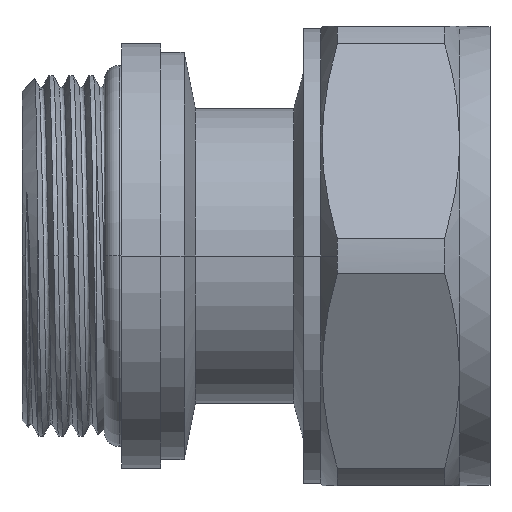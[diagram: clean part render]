
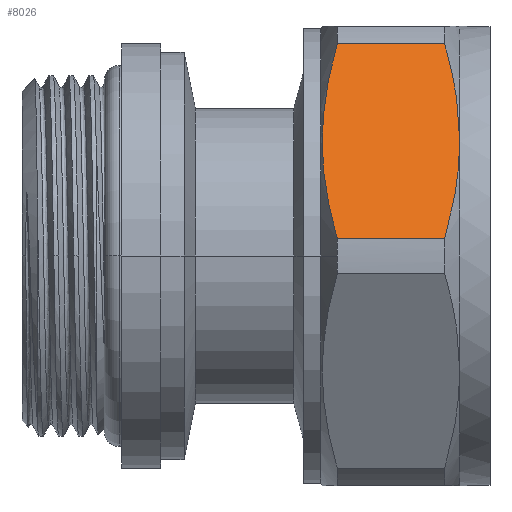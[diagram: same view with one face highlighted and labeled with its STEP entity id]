
A CAD part, front view. The second image highlights one B-rep face of the part: STEP entity #8026.
In plain terms, the highlighted face is planar.
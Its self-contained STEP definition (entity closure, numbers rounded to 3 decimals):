
#3869=DIRECTION('',(0.,-1.,0.));
#3870=VECTOR('',#3869,12.392);
#3871=CARTESIAN_POINT('',(29.43,16.268,2.025));
#3872=LINE('',#3871,#3870);
#3873=DIRECTION('',(0.,-1.,0.));
#3874=VECTOR('',#3873,12.392);
#3875=CARTESIAN_POINT('',(16.469,16.268,24.475));
#3876=LINE('',#3875,#3874);
#3935=CARTESIAN_POINT('',(22.95,18.,13.25));
#3936=CARTESIAN_POINT('',(22.522,18.,13.991));
#3937=CARTESIAN_POINT('',(21.667,17.952,15.472));
#3938=CARTESIAN_POINT('',(20.385,17.739,17.693));
#3939=CARTESIAN_POINT('',(19.099,17.388,19.919));
#3940=CARTESIAN_POINT('',(17.801,16.906,22.168));
#3941=CARTESIAN_POINT('',(16.916,16.495,23.701));
#3942=CARTESIAN_POINT('',(16.469,16.268,24.475));
#4006=CARTESIAN_POINT('',(29.43,16.268,2.025));
#4007=CARTESIAN_POINT('',(28.872,16.551,2.992));
#4008=CARTESIAN_POINT('',(27.768,17.052,4.905));
#4009=CARTESIAN_POINT('',(26.157,17.593,7.695));
#4010=CARTESIAN_POINT('',(24.553,17.925,10.473));
#4011=CARTESIAN_POINT('',(23.484,18.,12.325));
#4012=CARTESIAN_POINT('',(22.95,18.,13.25));
#4482=CARTESIAN_POINT('',(29.43,3.876,2.025));
#4483=CARTESIAN_POINT('',(28.872,3.593,2.992));
#4484=CARTESIAN_POINT('',(27.768,3.092,4.905));
#4485=CARTESIAN_POINT('',(26.156,2.552,7.696));
#4486=CARTESIAN_POINT('',(24.553,2.219,10.474));
#4487=CARTESIAN_POINT('',(22.949,2.107,13.251));
#4488=CARTESIAN_POINT('',(21.346,2.219,16.028));
#4489=CARTESIAN_POINT('',(19.742,2.552,18.806));
#4490=CARTESIAN_POINT('',(18.132,3.092,21.595));
#4491=CARTESIAN_POINT('',(17.027,3.593,23.508));
#4492=CARTESIAN_POINT('',(16.469,3.876,24.475));
#7063=CARTESIAN_POINT('',(29.43,16.268,2.025));
#7064=CARTESIAN_POINT('',(29.43,3.876,2.025));
#7065=VERTEX_POINT('',#7063);
#7066=VERTEX_POINT('',#7064);
#7067=CARTESIAN_POINT('',(16.469,16.268,24.475));
#7068=CARTESIAN_POINT('',(16.469,3.876,24.475));
#7069=VERTEX_POINT('',#7067);
#7070=VERTEX_POINT('',#7068);
#7116=VERTEX_POINT('',#4012);
#8014=CARTESIAN_POINT('',(30.6,21.5,0.));
#8015=DIRECTION('',(-0.866,0.,-0.5));
#8016=DIRECTION('',(-0.5,0.,0.866));
#8017=AXIS2_PLACEMENT_3D('',#8014,#8015,#8016);
#8018=PLANE('',#8017);
#8019=ORIENTED_EDGE('',*,*,#7623,.T.);
#8020=ORIENTED_EDGE('',*,*,#7999,.T.);
#8021=ORIENTED_EDGE('',*,*,#7633,.F.);
#8022=ORIENTED_EDGE('',*,*,#7710,.F.);
#8023=ORIENTED_EDGE('',*,*,#7753,.F.);
#8024=EDGE_LOOP('',(#8019,#8020,#8021,#8022,#8023));
#8025=FACE_OUTER_BOUND('',#8024,.F.);
#8026=ADVANCED_FACE('',(#8025),#8018,.F.);
#3943=B_SPLINE_CURVE_WITH_KNOTS('',3,(#3935,#3936,#3937,#3938,#3939,#3940,#3941,
#3942),.UNSPECIFIED.,.F.,.F.,(4,1,1,1,1,4),(0.,0.2,0.4,0.6,0.8,1.),
.UNSPECIFIED.);
#4013=B_SPLINE_CURVE_WITH_KNOTS('',3,(#4006,#4007,#4008,#4009,#4010,#4011,
#4012),.UNSPECIFIED.,.F.,.F.,(4,1,1,1,4),(0.,0.25,0.5,0.75,1.),
.UNSPECIFIED.);
#4493=B_SPLINE_CURVE_WITH_KNOTS('',3,(#4482,#4483,#4484,#4485,#4486,#4487,#4488,
#4489,#4490,#4491,#4492),.UNSPECIFIED.,.F.,.F.,(4,1,1,1,1,1,1,1,4),(0.,
0.125,0.25,0.375,0.5,0.625,0.75,0.875,1.),.UNSPECIFIED.);
#7623=EDGE_CURVE('',#7065,#7066,#3872,.T.);
#7633=EDGE_CURVE('',#7069,#7070,#3876,.T.);
#7710=EDGE_CURVE('',#7116,#7069,#3943,.T.);
#7753=EDGE_CURVE('',#7065,#7116,#4013,.T.);
#7999=EDGE_CURVE('',#7066,#7070,#4493,.T.);
